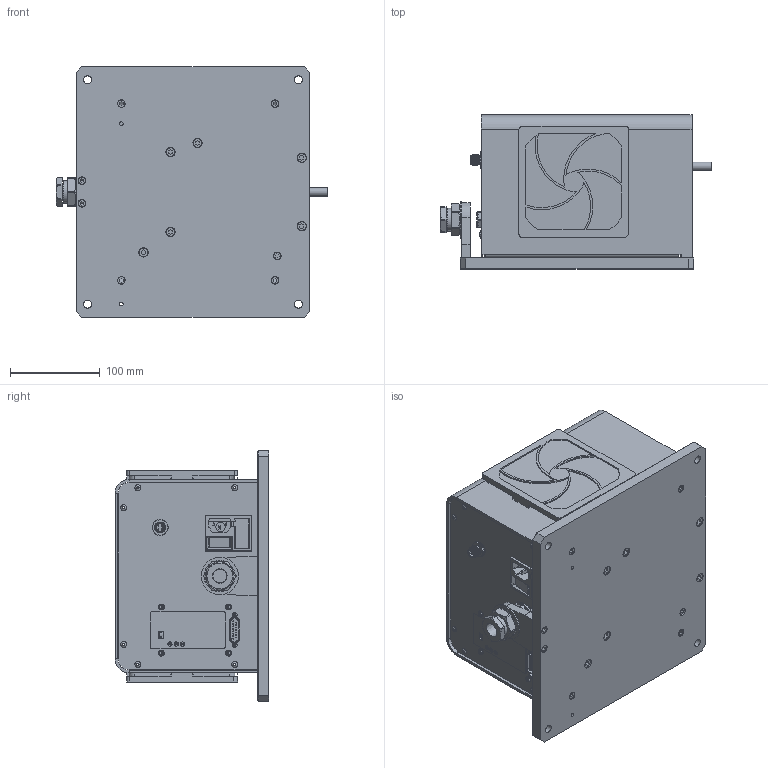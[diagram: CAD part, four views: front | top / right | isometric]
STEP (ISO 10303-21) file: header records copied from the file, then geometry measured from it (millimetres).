
FILE_DESCRIPTION (( 'STEP AP203' ), '1' );
FILE_NAME ('HD-515-XC1-0100_B.stp', '2022-07-15T13:46:03', ( '' ), ( '' ), 'SwSTEP 2.0', 'SolidWorks 2020', '' );
FILE_SCHEMA (( 'CONFIG_CONTROL_DESIGN' ));
Length unit declared in the file: millimetre
Products named in the file (1): HD-515-XC1-0100_B
Bounding box: 302.11 x 171.45 x 279.4 mm (x, y, z)
Surface area: 554601.7 mm2 (no closed solid volume)
Topology: 0 solids, 94 shells, 737 faces, 2584 edges, 1929 vertices
Faces by surface type: plane 424, cylinder 195, cone 53, bspline 46, torus 19
Full cylindrical faces by diameter (mm): 1 x4, 1.016 x15, 2.769 x1, 2.8 x2, 4.039 x2, 4.2 x1, 4.762 x3, 4.763 x3, 5 x1, 6.655 x16, 8.3 x1, 8.433 x7, 9 x4, 9.515 x1, 10 x1, 10.312 x7, 10.7 x2, 12.7 x1, 15.621 x1, 17.145 x1, 17.462 x1, 22.047 x1, 22.225 x1, 25.4 x1, 28.575 x1, 28.753 x1, 41.402 x1, 113.538 x1
Entity records: 30786 total; most frequent: CARTESIAN_POINT 9693, DIRECTION 4135, ORIENTED_EDGE 3578, EDGE_CURVE 2431, VERTEX_POINT 1910, VECTOR 1501, LINE 1501, AXIS2_PLACEMENT_3D 1317
